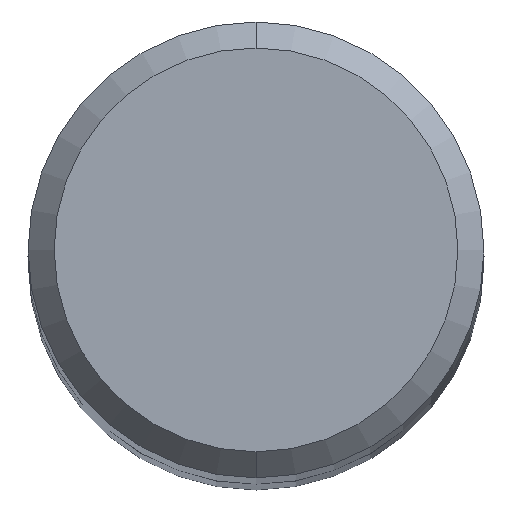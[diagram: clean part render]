
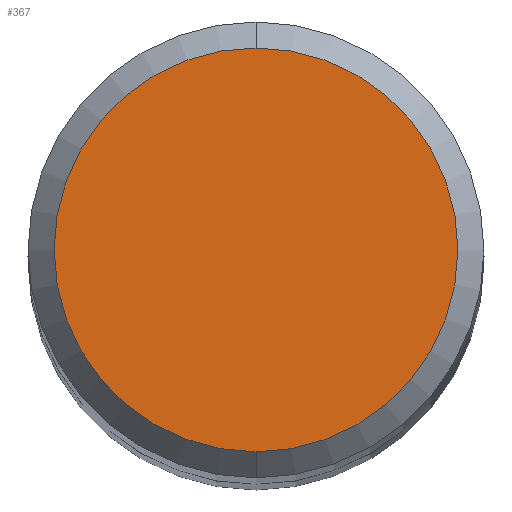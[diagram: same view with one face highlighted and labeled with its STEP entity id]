
A CAD part, top view. The second image highlights one B-rep face of the part: STEP entity #367.
In plain terms, the highlighted planar face has unit normal (0, 0, 1).
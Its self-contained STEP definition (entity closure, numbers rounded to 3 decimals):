
#177=VERTEX_POINT('',#457);
#253=EDGE_CURVE('',#177,#385,#540,.T.);
#367=ADVANCED_FACE('',(#661),#662,.T.);
#385=VERTEX_POINT('',#683);
#407=EDGE_CURVE('',#385,#177,#707,.T.);
#457=CARTESIAN_POINT('',(0.,-3.1,0.0));
#540=CIRCLE('',#907,3.1);
#661=FACE_OUTER_BOUND('',#1203,.T.);
#662=PLANE('',#1204);
#683=CARTESIAN_POINT('',(0.0,3.1,0.0));
#707=CIRCLE('',#1297,3.1);
#907=AXIS2_PLACEMENT_3D('',#1436,#1437,#1438);
#1203=EDGE_LOOP('',(#1548,#1549));
#1204=AXIS2_PLACEMENT_3D('',#1550,#1551,#1552);
#1297=AXIS2_PLACEMENT_3D('',#1602,#1603,#1604);
#1436=CARTESIAN_POINT('',(0.0,0.0,0.0));
#1437=DIRECTION('',(0.0,0.0,-1.0));
#1438=DIRECTION('',(0.0,1.0,0.0));
#1548=ORIENTED_EDGE('',*,*,#407,.F.);
#1549=ORIENTED_EDGE('',*,*,#253,.F.);
#1550=CARTESIAN_POINT('',(0.0,1.55,0.0));
#1551=DIRECTION('',(-0.0,0.0,1.0));
#1552=DIRECTION('',(0.0,-1.0,0.0));
#1602=CARTESIAN_POINT('',(0.0,0.0,0.0));
#1603=DIRECTION('',(0.0,0.0,-1.0));
#1604=DIRECTION('',(0.0,1.0,0.0));
